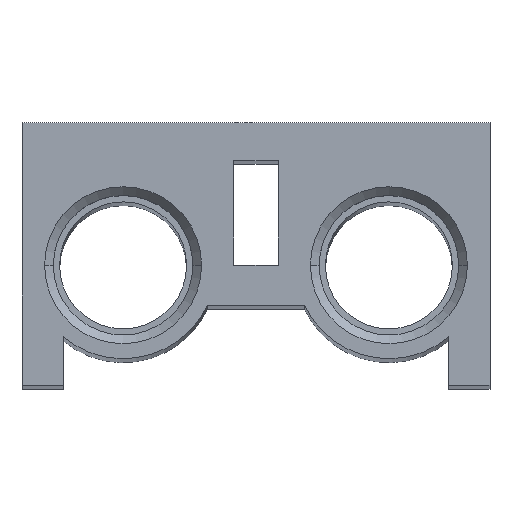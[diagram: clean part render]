
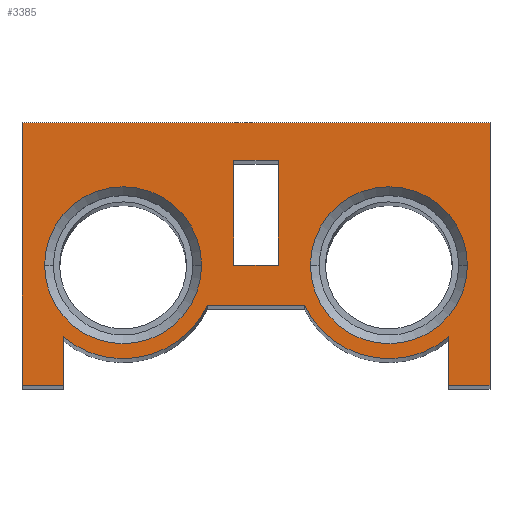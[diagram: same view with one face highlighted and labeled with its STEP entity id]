
A CAD part, top view. The second image highlights one B-rep face of the part: STEP entity #3385.
In plain terms, the highlighted planar face has unit normal (0, 0, 1).
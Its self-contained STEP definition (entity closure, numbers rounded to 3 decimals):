
#61 = VECTOR ( 'NONE', #3057, 1000. ) ;
#90 = CARTESIAN_POINT ( 'NONE',  ( 3., 16., 308. ) ) ;
#93 = AXIS2_PLACEMENT_3D ( 'NONE', #2841, #2471, #3528 ) ;
#106 = DIRECTION ( 'NONE',  ( 1., 0., 0. ) ) ;
#172 = DIRECTION ( 'NONE',  ( 0., 0., 1. ) ) ;
#207 = AXIS2_PLACEMENT_3D ( 'NONE', #4260, #172, #3896 ) ;
#208 = DIRECTION ( 'NONE',  ( 0., 0., 1. ) ) ;
#250 = ORIENTED_EDGE ( 'NONE', *, *, #2251, .T. ) ;
#297 = CARTESIAN_POINT ( 'NONE',  ( -31.25, 35., 308. ) ) ;
#316 = CIRCLE ( 'NONE', #93, 10.48 ) ;
#411 = CARTESIAN_POINT ( 'NONE',  ( 25.75, 6.421, 308. ) ) ;
#467 = CARTESIAN_POINT ( 'NONE',  ( -25.75, 6.421, 308. ) ) ;
#529 = EDGE_CURVE ( 'NONE', #4488, #929, #3755, .T. ) ;
#545 = AXIS2_PLACEMENT_3D ( 'NONE', #4126, #805, #750 ) ;
#604 = CARTESIAN_POINT ( 'NONE',  ( 31.25, 0., 308. ) ) ;
#670 = EDGE_CURVE ( 'NONE', #4500, #2612, #4362, .T. ) ;
#673 = ORIENTED_EDGE ( 'NONE', *, *, #3517, .T. ) ;
#701 = DIRECTION ( 'NONE',  ( 1., 0., 0. ) ) ;
#706 = VERTEX_POINT ( 'NONE', #4285 ) ;
#750 = DIRECTION ( 'NONE',  ( 1., 0., 0. ) ) ;
#764 = VERTEX_POINT ( 'NONE', #467 ) ;
#771 = CARTESIAN_POINT ( 'NONE',  ( 3., 30., 308. ) ) ;
#802 = EDGE_CURVE ( 'NONE', #3042, #4674, #3529, .T. ) ;
#804 = EDGE_LOOP ( 'NONE', ( #4030, #3067 ) ) ;
#805 = DIRECTION ( 'NONE',  ( 0., 0., 1. ) ) ;
#836 = ORIENTED_EDGE ( 'NONE', *, *, #2855, .F. ) ;
#901 = ORIENTED_EDGE ( 'NONE', *, *, #4712, .T. ) ;
#909 = DIRECTION ( 'NONE',  ( 0., 0., -1. ) ) ;
#929 = VERTEX_POINT ( 'NONE', #771 ) ;
#930 = VERTEX_POINT ( 'NONE', #2685 ) ;
#942 = VECTOR ( 'NONE', #4604, 1000. ) ;
#990 = VECTOR ( 'NONE', #701, 1000. ) ;
#1009 = CARTESIAN_POINT ( 'NONE',  ( -28.23, 16., 308. ) ) ;
#1090 = EDGE_CURVE ( 'NONE', #1965, #3383, #4119, .T. ) ;
#1141 = CARTESIAN_POINT ( 'NONE',  ( -3., 30., 308. ) ) ;
#1155 = VECTOR ( 'NONE', #2475, 1000. ) ;
#1157 = VERTEX_POINT ( 'NONE', #1498 ) ;
#1175 = LINE ( 'NONE', #1201, #61 ) ;
#1201 = CARTESIAN_POINT ( 'NONE',  ( 31.25, 35., 308. ) ) ;
#1218 = DIRECTION ( 'NONE',  ( 0., 1., 0. ) ) ;
#1257 = LINE ( 'NONE', #4309, #942 ) ;
#1285 = ORIENTED_EDGE ( 'NONE', *, *, #4744, .T. ) ;
#1326 = DIRECTION ( 'NONE',  ( 1., 0., 0. ) ) ;
#1346 = DIRECTION ( 'NONE',  ( 0., -1., 0. ) ) ;
#1398 = VERTEX_POINT ( 'NONE', #2437 ) ;
#1458 = LINE ( 'NONE', #4450, #990 ) ;
#1498 = CARTESIAN_POINT ( 'NONE',  ( -25.75, 0., 308. ) ) ;
#1568 = EDGE_CURVE ( 'NONE', #3383, #930, #2183, .T. ) ;
#1632 = DIRECTION ( 'NONE',  ( -1., 0., 0. ) ) ;
#1636 = VECTOR ( 'NONE', #106, 1000. ) ;
#1741 = VECTOR ( 'NONE', #1218, 1000. ) ;
#1835 = EDGE_CURVE ( 'NONE', #3102, #1398, #3648, .T. ) ;
#1851 = PLANE ( 'NONE',  #545 ) ;
#1965 = VERTEX_POINT ( 'NONE', #4034 ) ;
#2052 = AXIS2_PLACEMENT_3D ( 'NONE', #2194, #2539, #4722 ) ;
#2072 = CARTESIAN_POINT ( 'NONE',  ( 17.75, 16., 308. ) ) ;
#2103 = CARTESIAN_POINT ( 'NONE',  ( 3., 30., 308. ) ) ;
#2105 = CARTESIAN_POINT ( 'NONE',  ( 31.25, 35., 308. ) ) ;
#2123 = VECTOR ( 'NONE', #3895, 1000. ) ;
#2128 = ORIENTED_EDGE ( 'NONE', *, *, #2663, .T. ) ;
#2135 = ORIENTED_EDGE ( 'NONE', *, *, #4563, .T. ) ;
#2178 = ORIENTED_EDGE ( 'NONE', *, *, #529, .F. ) ;
#2182 = VERTEX_POINT ( 'NONE', #2567 ) ;
#2183 = LINE ( 'NONE', #3679, #4345 ) ;
#2194 = CARTESIAN_POINT ( 'NONE',  ( -17.75, 16., 308. ) ) ;
#2199 = EDGE_CURVE ( 'NONE', #2182, #4488, #1458, .T. ) ;
#2251 = EDGE_CURVE ( 'NONE', #4674, #706, #1175, .T. ) ;
#2394 = VERTEX_POINT ( 'NONE', #4128 ) ;
#2436 = ORIENTED_EDGE ( 'NONE', *, *, #1090, .T. ) ;
#2437 = CARTESIAN_POINT ( 'NONE',  ( 28.23, 16., 308. ) ) ;
#2444 = ORIENTED_EDGE ( 'NONE', *, *, #3604, .F. ) ;
#2471 = DIRECTION ( 'NONE',  ( 0., 0., -1. ) ) ;
#2475 = DIRECTION ( 'NONE',  ( 0., 1., 0. ) ) ;
#2517 = EDGE_CURVE ( 'NONE', #764, #2394, #3371, .T. ) ;
#2539 = DIRECTION ( 'NONE',  ( 0., 0., -1. ) ) ;
#2552 = ORIENTED_EDGE ( 'NONE', *, *, #3599, .T. ) ;
#2567 = CARTESIAN_POINT ( 'NONE',  ( -3., 16., 308. ) ) ;
#2603 = EDGE_LOOP ( 'NONE', ( #2552, #4299 ) ) ;
#2612 = VERTEX_POINT ( 'NONE', #3641 ) ;
#2622 = CARTESIAN_POINT ( 'NONE',  ( -17.75, 16., 308. ) ) ;
#2636 = CARTESIAN_POINT ( 'NONE',  ( -31.25, 0., 308. ) ) ;
#2637 = CARTESIAN_POINT ( 'NONE',  ( 7.27, 16., 308. ) ) ;
#2663 = EDGE_CURVE ( 'NONE', #930, #3042, #3664, .T. ) ;
#2677 = CIRCLE ( 'NONE', #2052, 10.48 ) ;
#2685 = CARTESIAN_POINT ( 'NONE',  ( 25.75, 0., 308. ) ) ;
#2694 = FACE_BOUND ( 'NONE', #4316, .T. ) ;
#2773 = VECTOR ( 'NONE', #4759, 1000. ) ;
#2792 = CARTESIAN_POINT ( 'NONE',  ( 17.75, 16., 308. ) ) ;
#2834 = ORIENTED_EDGE ( 'NONE', *, *, #2517, .T. ) ;
#2841 = CARTESIAN_POINT ( 'NONE',  ( 17.75, 16., 308. ) ) ;
#2855 = EDGE_CURVE ( 'NONE', #4046, #2182, #3154, .T. ) ;
#2982 = EDGE_CURVE ( 'NONE', #2612, #4500, #2677, .T. ) ;
#3042 = VERTEX_POINT ( 'NONE', #604 ) ;
#3057 = DIRECTION ( 'NONE',  ( -1., 0., 0. ) ) ;
#3067 = ORIENTED_EDGE ( 'NONE', *, *, #670, .T. ) ;
#3102 = VERTEX_POINT ( 'NONE', #2637 ) ;
#3154 = LINE ( 'NONE', #3180, #2123 ) ;
#3162 = CARTESIAN_POINT ( 'NONE',  ( 31.25, 0., 308. ) ) ;
#3180 = CARTESIAN_POINT ( 'NONE',  ( -3., 30., 308. ) ) ;
#3227 = DIRECTION ( 'NONE',  ( 1., 0., 0. ) ) ;
#3371 = CIRCLE ( 'NONE', #207, 12.48 ) ;
#3383 = VERTEX_POINT ( 'NONE', #411 ) ;
#3385 = ADVANCED_FACE ( 'NONE', ( #4206, #2694, #4181, #4104 ), #1851, .T. ) ;
#3409 = ORIENTED_EDGE ( 'NONE', *, *, #802, .T. ) ;
#3413 = ORIENTED_EDGE ( 'NONE', *, *, #2199, .F. ) ;
#3458 = CARTESIAN_POINT ( 'NONE',  ( -31.25, 0., 308. ) ) ;
#3495 = AXIS2_PLACEMENT_3D ( 'NONE', #2792, #909, #1632 ) ;
#3517 = EDGE_CURVE ( 'NONE', #2394, #1965, #1257, .T. ) ;
#3528 = DIRECTION ( 'NONE',  ( -1., 0., 0. ) ) ;
#3529 = LINE ( 'NONE', #3162, #2773 ) ;
#3597 = DIRECTION ( 'NONE',  ( -1., 0., 0. ) ) ;
#3599 = EDGE_CURVE ( 'NONE', #1398, #3102, #316, .T. ) ;
#3604 = EDGE_CURVE ( 'NONE', #929, #4046, #4657, .T. ) ;
#3641 = CARTESIAN_POINT ( 'NONE',  ( -7.27, 16., 308. ) ) ;
#3648 = CIRCLE ( 'NONE', #3495, 10.48 ) ;
#3664 = LINE ( 'NONE', #4370, #4616 ) ;
#3670 = LINE ( 'NONE', #297, #4700 ) ;
#3679 = CARTESIAN_POINT ( 'NONE',  ( 25.75, 6.421, 308. ) ) ;
#3755 = LINE ( 'NONE', #90, #1741 ) ;
#3778 = EDGE_LOOP ( 'NONE', ( #1285, #2135, #901, #2834, #673, #2436, #3856, #2128, #3409, #250 ) ) ;
#3785 = DIRECTION ( 'NONE',  ( 0., -1., 0. ) ) ;
#3856 = ORIENTED_EDGE ( 'NONE', *, *, #1568, .T. ) ;
#3895 = DIRECTION ( 'NONE',  ( 0., -1., 0. ) ) ;
#3896 = DIRECTION ( 'NONE',  ( 1., 0., 0. ) ) ;
#3901 = LINE ( 'NONE', #4332, #1155 ) ;
#4012 = VECTOR ( 'NONE', #3597, 1000. ) ;
#4030 = ORIENTED_EDGE ( 'NONE', *, *, #2982, .T. ) ;
#4034 = CARTESIAN_POINT ( 'NONE',  ( 6.467, 10.667, 308. ) ) ;
#4046 = VERTEX_POINT ( 'NONE', #1141 ) ;
#4104 = FACE_OUTER_BOUND ( 'NONE', #3778, .T. ) ;
#4109 = DIRECTION ( 'NONE',  ( 0., 0., -1. ) ) ;
#4119 = CIRCLE ( 'NONE', #4292, 12.48 ) ;
#4126 = CARTESIAN_POINT ( 'NONE',  ( -17.75, 16., 308. ) ) ;
#4128 = CARTESIAN_POINT ( 'NONE',  ( -6.467, 10.667, 308. ) ) ;
#4181 = FACE_BOUND ( 'NONE', #2603, .T. ) ;
#4206 = FACE_BOUND ( 'NONE', #804, .T. ) ;
#4260 = CARTESIAN_POINT ( 'NONE',  ( -17.75, 16., 308. ) ) ;
#4285 = CARTESIAN_POINT ( 'NONE',  ( -31.25, 35., 308. ) ) ;
#4292 = AXIS2_PLACEMENT_3D ( 'NONE', #2072, #208, #1326 ) ;
#4299 = ORIENTED_EDGE ( 'NONE', *, *, #1835, .T. ) ;
#4309 = CARTESIAN_POINT ( 'NONE',  ( -6.467, 10.667, 308. ) ) ;
#4316 = EDGE_LOOP ( 'NONE', ( #836, #2444, #2178, #3413 ) ) ;
#4332 = CARTESIAN_POINT ( 'NONE',  ( -25.75, 0., 308. ) ) ;
#4345 = VECTOR ( 'NONE', #1346, 1000. ) ;
#4362 = CIRCLE ( 'NONE', #4832, 10.48 ) ;
#4370 = CARTESIAN_POINT ( 'NONE',  ( 25.75, 0., 308. ) ) ;
#4382 = CARTESIAN_POINT ( 'NONE',  ( 3., 16., 308. ) ) ;
#4450 = CARTESIAN_POINT ( 'NONE',  ( -3., 16., 308. ) ) ;
#4488 = VERTEX_POINT ( 'NONE', #4382 ) ;
#4500 = VERTEX_POINT ( 'NONE', #1009 ) ;
#4563 = EDGE_CURVE ( 'NONE', #4754, #1157, #4580, .T. ) ;
#4580 = LINE ( 'NONE', #3458, #1636 ) ;
#4604 = DIRECTION ( 'NONE',  ( 1., 0., 0. ) ) ;
#4616 = VECTOR ( 'NONE', #3227, 1000. ) ;
#4657 = LINE ( 'NONE', #2103, #4012 ) ;
#4658 = DIRECTION ( 'NONE',  ( -1., 0., 0. ) ) ;
#4674 = VERTEX_POINT ( 'NONE', #2105 ) ;
#4700 = VECTOR ( 'NONE', #3785, 1000. ) ;
#4712 = EDGE_CURVE ( 'NONE', #1157, #764, #3901, .T. ) ;
#4722 = DIRECTION ( 'NONE',  ( -1., 0., 0. ) ) ;
#4744 = EDGE_CURVE ( 'NONE', #706, #4754, #3670, .T. ) ;
#4754 = VERTEX_POINT ( 'NONE', #2636 ) ;
#4759 = DIRECTION ( 'NONE',  ( 0., 1., 0. ) ) ;
#4832 = AXIS2_PLACEMENT_3D ( 'NONE', #2622, #4109, #4658 ) ;
